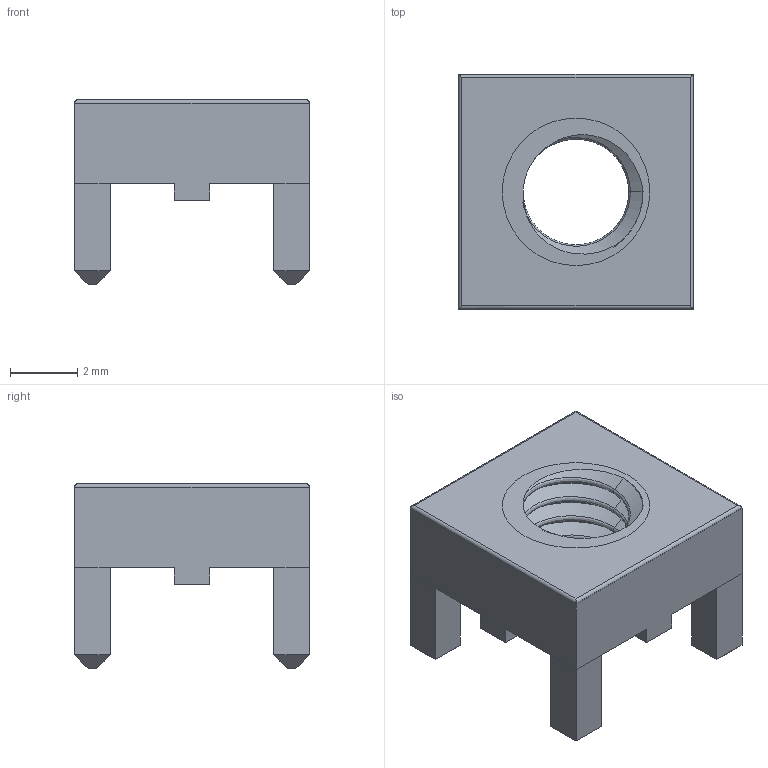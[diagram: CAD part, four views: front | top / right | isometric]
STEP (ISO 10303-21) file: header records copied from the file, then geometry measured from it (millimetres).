
FILE_DESCRIPTION(('FreeCAD Model'),'2;1');
FILE_NAME('Wuerth_REDCUBE-THR_WP-THRBU_74650074_THR.step','2020-08-03T11:38:20',('kicad StepUp'),('ksu MCAD'), 'Open CASCADE STEP processor 7.4','FreeCAD','Unknown');
FILE_SCHEMA(('AUTOMOTIVE_DESIGN { 1 0 10303 214 1 1 1 1 }'));
Length unit declared in the file: millimetre
Products named in the file (1): Wuerth_REDCUBE-THR_WP-THRBU_74650074_THR
Bounding box: 7 x 7 x 5.5 mm (x, y, z)
Volume: 112.2 mm3; surface area: 248.2 mm2
Topology: 1 solids, 1 shells, 90 faces, 212 edges, 124 vertices
Faces by surface type: plane 67, bspline 19, cylinder 4
Entity records: 3456 total; most frequent: CARTESIAN_POINT 1547, ORIENTED_EDGE 422, DIRECTION 322, EDGE_CURVE 211, LINE 160, VECTOR 160, VERTEX_POINT 124, FACE_BOUND 93
